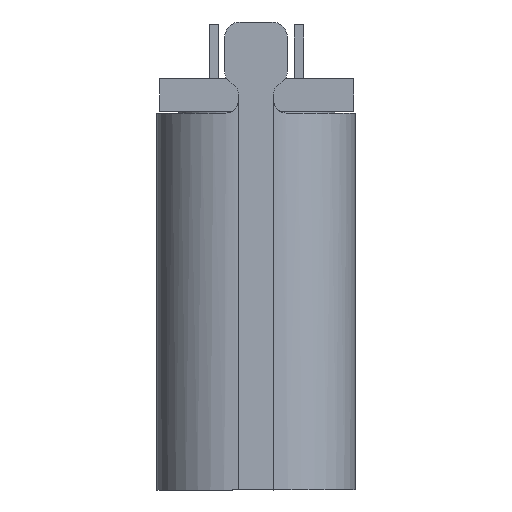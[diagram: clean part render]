
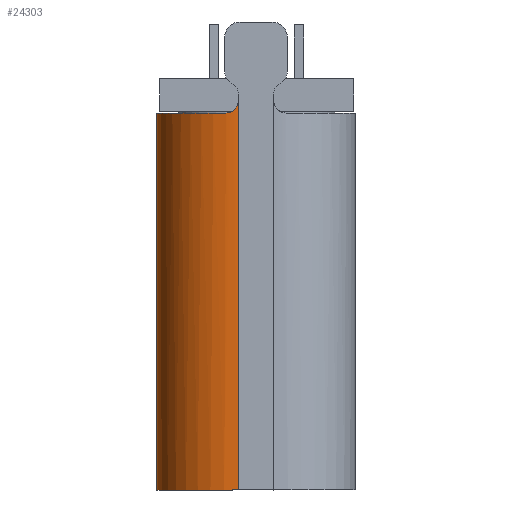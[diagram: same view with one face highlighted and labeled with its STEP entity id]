
A CAD part, front view. The second image highlights one B-rep face of the part: STEP entity #24303.
In plain terms, the highlighted cylindrical face has radius 1.3 mm (diameter 2.6 mm), a partial arc.
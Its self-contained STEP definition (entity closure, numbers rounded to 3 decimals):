
#740 = VECTOR ( 'NONE', #39367, 1000. ) ;
#1417 = DIRECTION ( 'NONE',  ( 0., 0., -1. ) ) ;
#2045 = FACE_OUTER_BOUND ( 'NONE', #18002, .T. ) ;
#2559 = LINE ( 'NONE', #3148, #740 ) ;
#2606 = CIRCLE ( 'NONE', #22310, 1.3 ) ;
#2994 = CARTESIAN_POINT ( 'NONE',  ( 3.694, 3.6, 9.567 ) ) ;
#3148 = CARTESIAN_POINT ( 'NONE',  ( 2.394, 4.9, 10.092 ) ) ;
#4461 = CARTESIAN_POINT ( 'NONE',  ( 3.672, 3.599, 9.462 ) ) ;
#5245 = CARTESIAN_POINT ( 'NONE',  ( 3.494, 3.615, 9.367 ) ) ;
#5754 = ORIENTED_EDGE ( 'NONE', *, *, #24381, .T. ) ;
#7836 = DIRECTION ( 'NONE',  ( 0., 0., 1. ) ) ;
#8436 = CARTESIAN_POINT ( 'NONE',  ( 2.394, 4.9, 9.367 ) ) ;
#9169 = VECTOR ( 'NONE', #7836, 1000. ) ;
#9579 = VERTEX_POINT ( 'NONE', #34484 ) ;
#10829 = CARTESIAN_POINT ( 'NONE',  ( 3.694, 3.6, 10.092 ) ) ;
#13449 = VERTEX_POINT ( 'NONE', #8436 ) ;
#16702 = CARTESIAN_POINT ( 'NONE',  ( 3.694, 4.9, 9.367 ) ) ;
#17406 = AXIS2_PLACEMENT_3D ( 'NONE', #30437, #38466, #21295 ) ;
#18002 = EDGE_LOOP ( 'NONE', ( #20805, #27034, #5754, #32021, #37740 ) ) ;
#19938 = DIRECTION ( 'NONE',  ( -1., 0., 0. ) ) ;
#20001 = CARTESIAN_POINT ( 'NONE',  ( 3.694, 3.6, 9.514 ) ) ;
#20805 = ORIENTED_EDGE ( 'NONE', *, *, #30722, .T. ) ;
#21295 = DIRECTION ( 'NONE',  ( 0., 1., 0. ) ) ;
#21680 = B_SPLINE_CURVE_WITH_KNOTS ( 'NONE', 3,
 ( #29528, #20001, #4461, #34907, #32505, #5245 ),
 .UNSPECIFIED., .F., .F.,
 ( 4, 2, 4 ),
 ( 0., 0., 0. ),
 .UNSPECIFIED. ) ;
#21784 = AXIS2_PLACEMENT_3D ( 'NONE', #37834, #1417, #19938 ) ;
#22310 = AXIS2_PLACEMENT_3D ( 'NONE', #16702, #22488, #25291 ) ;
#22488 = DIRECTION ( 'NONE',  ( 0., 0., 1. ) ) ;
#23563 = CYLINDRICAL_SURFACE ( 'NONE', #17406, 1.3 ) ;
#24303 = ADVANCED_FACE ( 'NONE', ( #2045 ), #23563, .T. ) ;
#24381 = EDGE_CURVE ( 'NONE', #32083, #25999, #26550, .T. ) ;
#25291 = DIRECTION ( 'NONE',  ( 0., -1., 0. ) ) ;
#25447 = CARTESIAN_POINT ( 'NONE',  ( 2.394, 4.9, 3.367 ) ) ;
#25999 = VERTEX_POINT ( 'NONE', #2994 ) ;
#26550 = LINE ( 'NONE', #10829, #9169 ) ;
#27034 = ORIENTED_EDGE ( 'NONE', *, *, #32962, .F. ) ;
#28592 = EDGE_CURVE ( 'NONE', #25999, #9579, #21680, .T. ) ;
#29528 = CARTESIAN_POINT ( 'NONE',  ( 3.694, 3.6, 9.567 ) ) ;
#30437 = CARTESIAN_POINT ( 'NONE',  ( 3.694, 4.9, 10.092 ) ) ;
#30722 = EDGE_CURVE ( 'NONE', #13449, #31047, #2559, .T. ) ;
#31047 = VERTEX_POINT ( 'NONE', #25447 ) ;
#32021 = ORIENTED_EDGE ( 'NONE', *, *, #28592, .T. ) ;
#32083 = VERTEX_POINT ( 'NONE', #36167 ) ;
#32505 = CARTESIAN_POINT ( 'NONE',  ( 3.546, 3.607, 9.367 ) ) ;
#32962 = EDGE_CURVE ( 'NONE', #32083, #31047, #38936, .T. ) ;
#34484 = CARTESIAN_POINT ( 'NONE',  ( 3.494, 3.615, 9.367 ) ) ;
#34907 = CARTESIAN_POINT ( 'NONE',  ( 3.598, 3.603, 9.389 ) ) ;
#36167 = CARTESIAN_POINT ( 'NONE',  ( 3.694, 3.6, 3.367 ) ) ;
#37740 = ORIENTED_EDGE ( 'NONE', *, *, #38250, .F. ) ;
#37834 = CARTESIAN_POINT ( 'NONE',  ( 3.694, 4.9, 3.367 ) ) ;
#38250 = EDGE_CURVE ( 'NONE', #13449, #9579, #2606, .T. ) ;
#38466 = DIRECTION ( 'NONE',  ( 0., 0., -1. ) ) ;
#38936 = CIRCLE ( 'NONE', #21784, 1.3 ) ;
#39367 = DIRECTION ( 'NONE',  ( 0., 0., -1. ) ) ;
